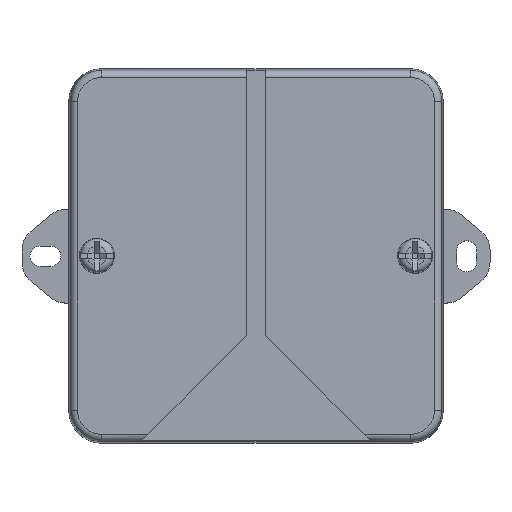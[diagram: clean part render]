
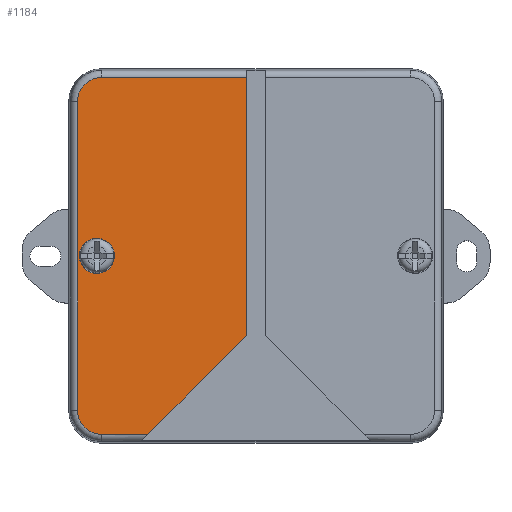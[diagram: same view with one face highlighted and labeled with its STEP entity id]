
A CAD part, top view. The second image highlights one B-rep face of the part: STEP entity #1184.
In plain terms, the highlighted planar face has unit normal (0, 0, 1).
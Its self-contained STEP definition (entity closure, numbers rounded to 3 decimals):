
#1184 = ADVANCED_FACE( '', ( #2641, #2642 ), #2643, .T. );
#2641 = FACE_OUTER_BOUND( '', #4401, .T. );
#2642 = FACE_BOUND( '', #4402, .T. );
#2643 = PLANE( '', #4403 );
#4401 = EDGE_LOOP( '', ( #7811, #7812, #7813, #7814, #7815, #7816, #7817 ) );
#4402 = EDGE_LOOP( '', ( #7818 ) );
#4403 = AXIS2_PLACEMENT_3D( '', #7819, #7820, #7821 );
#7811 = ORIENTED_EDGE( '', *, *, #11360, .F. );
#7812 = ORIENTED_EDGE( '', *, *, #11168, .F. );
#7813 = ORIENTED_EDGE( '', *, *, #11361, .T. );
#7814 = ORIENTED_EDGE( '', *, *, #10186, .F. );
#7815 = ORIENTED_EDGE( '', *, *, #11362, .F. );
#7816 = ORIENTED_EDGE( '', *, *, #10181, .F. );
#7817 = ORIENTED_EDGE( '', *, *, #10449, .F. );
#7818 = ORIENTED_EDGE( '', *, *, #10825, .T. );
#7819 = CARTESIAN_POINT( '', ( -45., 33., 16.3 ) );
#7820 = DIRECTION( '', ( 0., 0., 1. ) );
#7821 = DIRECTION( '', ( 1., 0., 0. ) );
#10181 = EDGE_CURVE( '', #12111, #12112, #12113, .T. );
#10186 = EDGE_CURVE( '', #12120, #12121, #12122, .T. );
#10449 = EDGE_CURVE( '', #12574, #12111, #12576, .T. );
#10825 = EDGE_CURVE( '', #13191, #13191, #13192, .F. );
#11168 = EDGE_CURVE( '', #13716, #13714, #13718, .T. );
#11360 = EDGE_CURVE( '', #13714, #12574, #13988, .T. );
#11361 = EDGE_CURVE( '', #13716, #12121, #13989, .T. );
#11362 = EDGE_CURVE( '', #12112, #12120, #13990, .F. );
#12111 = VERTEX_POINT( '', #14904 );
#12112 = VERTEX_POINT( '', #14905 );
#12113 = CIRCLE( '', #14906, 5.138 );
#12120 = VERTEX_POINT( '', #14913 );
#12121 = VERTEX_POINT( '', #14914 );
#12122 = CIRCLE( '', #14915, 5.138 );
#12574 = VERTEX_POINT( '', #15608 );
#12576 = LINE( '', #15610, #15611 );
#13191 = VERTEX_POINT( '', #16561 );
#13192 = CIRCLE( '', #16562, 3.75 );
#13714 = VERTEX_POINT( '', #17346 );
#13716 = VERTEX_POINT( '', #17349 );
#13718 = LINE( '', #17351, #17352 );
#13988 = LINE( '', #17738, #17739 );
#13989 = LINE( '', #17740, #17741 );
#13990 = LINE( '', #17742, #17743 );
#14904 = CARTESIAN_POINT( '', ( -33., -38.138, 16.3 ) );
#14905 = CARTESIAN_POINT( '', ( -38.138, -33., 16.3 ) );
#14906 = AXIS2_PLACEMENT_3D( '', #18821, #18822, #18823 );
#14913 = CARTESIAN_POINT( '', ( -38.138, 33., 16.3 ) );
#14914 = CARTESIAN_POINT( '', ( -33., 38.138, 16.3 ) );
#14915 = AXIS2_PLACEMENT_3D( '', #18833, #18834, #18835 );
#15608 = CARTESIAN_POINT( '', ( -23.138, -38.138, 16.3 ) );
#15610 = CARTESIAN_POINT( '', ( 45., -38.138, 16.3 ) );
#15611 = VECTOR( '', #19186, 1000. );
#16561 = CARTESIAN_POINT( '', ( -30.25, 0., 16.3 ) );
#16562 = AXIS2_PLACEMENT_3D( '', #19616, #19617, #19618 );
#17346 = CARTESIAN_POINT( '', ( -2., -17., 16.3 ) );
#17349 = CARTESIAN_POINT( '', ( -2., 38.138, 16.3 ) );
#17351 = CARTESIAN_POINT( '', ( -2., 55., 16.3 ) );
#17352 = VECTOR( '', #20046, 1000. );
#17738 = CARTESIAN_POINT( '', ( -2., -17., 16.3 ) );
#17739 = VECTOR( '', #20260, 1000. );
#17740 = CARTESIAN_POINT( '', ( 45., 38.138, 16.3 ) );
#17741 = VECTOR( '', #20261, 1000. );
#17742 = CARTESIAN_POINT( '', ( -38.138, 55., 16.3 ) );
#17743 = VECTOR( '', #20262, 1000. );
#18821 = CARTESIAN_POINT( '', ( -33., -33., 16.3 ) );
#18822 = DIRECTION( '', ( 0., 0., -1. ) );
#18823 = DIRECTION( '', ( -1., 0., 0. ) );
#18833 = CARTESIAN_POINT( '', ( -33., 33., 16.3 ) );
#18834 = DIRECTION( '', ( 0., 0., -1. ) );
#18835 = DIRECTION( '', ( -1., 0., 0. ) );
#19186 = DIRECTION( '', ( -1., 0., 0. ) );
#19616 = CARTESIAN_POINT( '', ( -34., 0., 16.3 ) );
#19617 = DIRECTION( '', ( 0., 0., 1. ) );
#19618 = DIRECTION( '', ( 1., 0., 0. ) );
#20046 = DIRECTION( '', ( 0., -1., 0. ) );
#20260 = DIRECTION( '', ( -0.707, -0.707, 0. ) );
#20261 = DIRECTION( '', ( -1., 0., 0. ) );
#20262 = DIRECTION( '', ( 0., -1., 0. ) );
